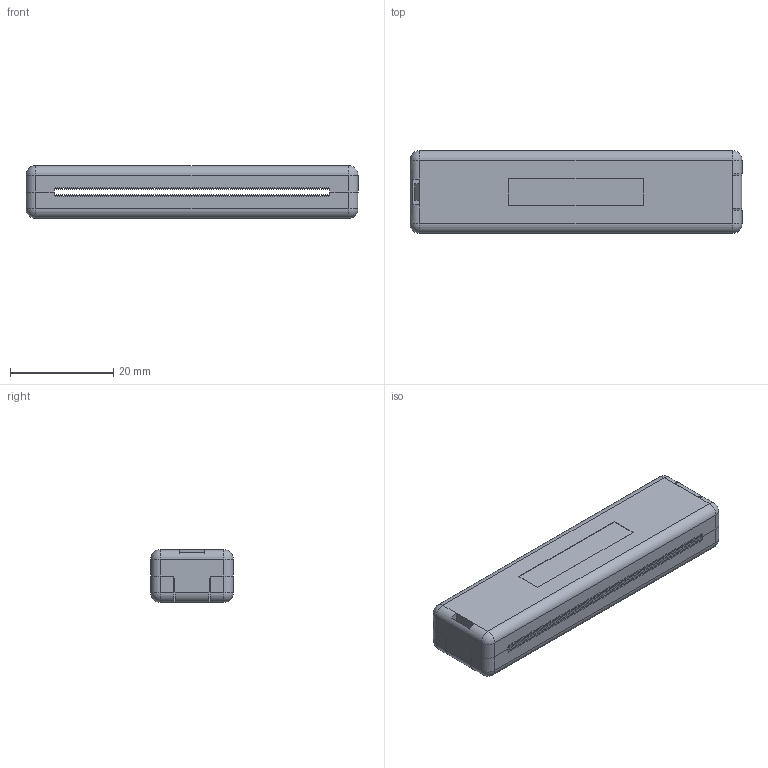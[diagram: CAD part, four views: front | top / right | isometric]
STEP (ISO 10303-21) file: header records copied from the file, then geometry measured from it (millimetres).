
FILE_DESCRIPTION( ( 'Unknown' ), '1' );
FILE_NAME( '74277007.stp', 'Unknown', ( 'Unknown' ), ( 'Unknown' ), 'XStep 1.0', 'Unknown', ' ' );
FILE_SCHEMA( ( 'automotive_design' ) );
Length unit declared in the file: millimetre
Products named in the file (2): Assem1; 1,5_74277007
Bounding box: 64.2 x 16 x 10.2 mm (x, y, z)
Volume: 5382.2 mm3; surface area: 11038 mm2
Topology: 3 solids, 3 shells, 1827 faces, 5409 edges, 3576 vertices
Faces by surface type: plane 1761, cylinder 54, sphere 12
Entity records: 24812 total; most frequent: CARTESIAN_POINT 3603, ORIENTED_EDGE 3598, DIRECTION 3061, EDGE_CURVE 1799, LINE 1761, VECTOR 1761, VERTEX_POINT 1192, AXIS2_PLACEMENT_3D 650
